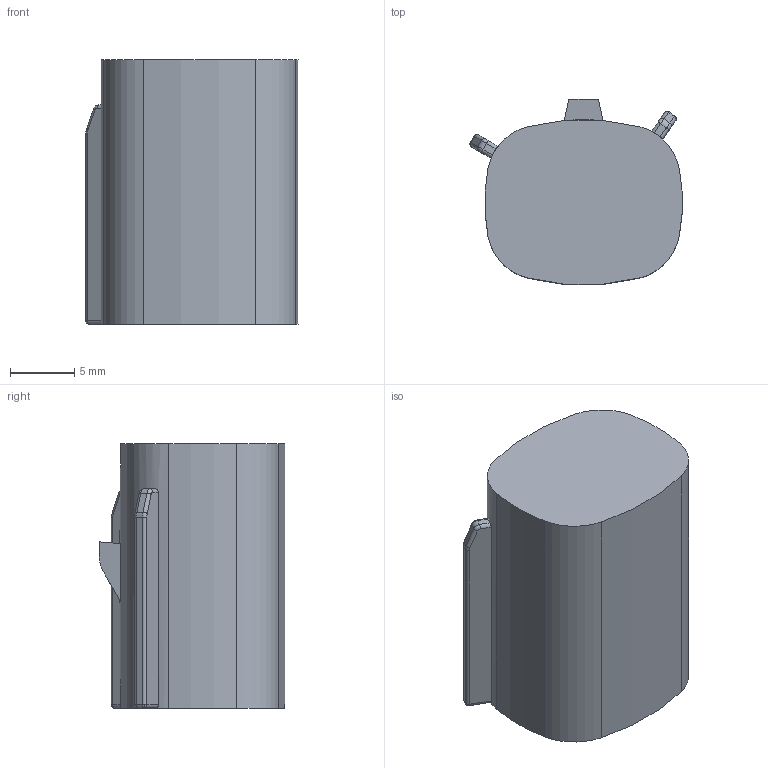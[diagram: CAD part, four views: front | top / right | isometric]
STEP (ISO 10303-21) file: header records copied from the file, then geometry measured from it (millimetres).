
FILE_DESCRIPTION(('CoCreate Modeling STEP Export'),'2;1');
FILE_NAME('CM-150-S-002-1-B05.stp','2012-01-27T13:19:15',(''),(''),'CoCreate Modeling STEP processor for AP214 (Solid Model)','CoCreate Modeling 17.0B 09-Oct-2010 (C) Parametric Technology GmbH','');
FILE_SCHEMA(('AUTOMOTIVE_DESIGN { 1 0 10303 214 1 1 1 1 }'));
Length unit declared in the file: millimetre
Products named in the file (1): CM-150-S-002-1-B05
Bounding box: 16.46 x 14.35 x 20.5 mm (x, y, z)
Volume: 1468.6 mm3; surface area: 2202.5 mm2
Topology: 1 solids, 1 shells, 111 faces, 280 edges, 171 vertices
Faces by surface type: cylinder 39, plane 33, cone 18, torus 16, sphere 5
Entity records: 3677 total; most frequent: CARTESIAN_POINT 926, DIRECTION 621, ORIENTED_EDGE 550, EDGE_CURVE 275, AXIS2_PLACEMENT_3D 246, VERTEX_POINT 171, VECTOR 129, LINE 129
